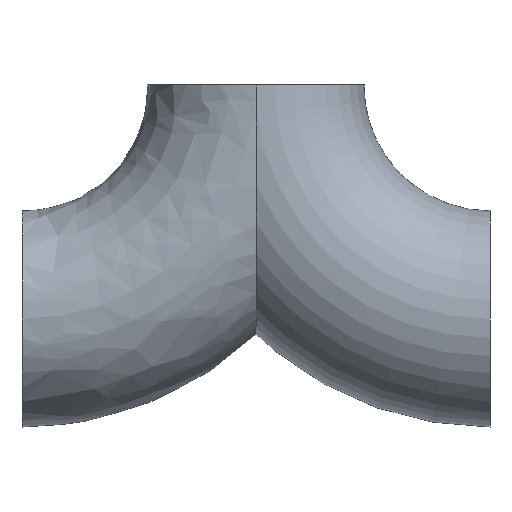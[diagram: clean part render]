
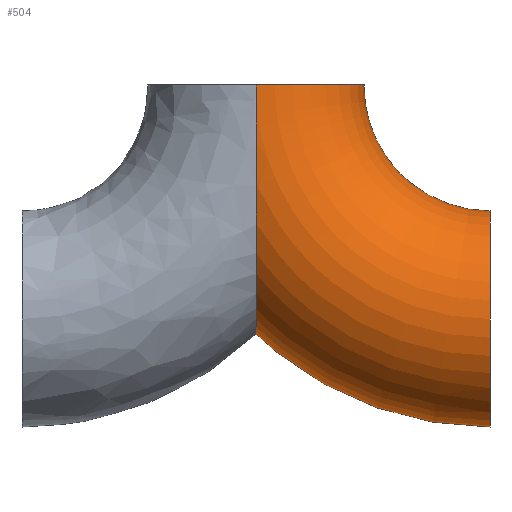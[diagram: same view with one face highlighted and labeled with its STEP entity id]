
A CAD part, front view. The second image highlights one B-rep face of the part: STEP entity #504.
In plain terms, the highlighted toroidal (fillet/blend) face has major radius 27.5 mm and minor radius 12.7 mm.
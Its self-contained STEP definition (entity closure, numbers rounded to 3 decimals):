
#379=CARTESIAN_POINT('',(0.,-12.7,0.));
#380=VERTEX_POINT('',#379);
#381=CARTESIAN_POINT('',(0.,12.7,0.));
#382=VERTEX_POINT('',#381);
#383=CARTESIAN_POINT('',(0.,-12.7,0.));
#384=CARTESIAN_POINT('',(0.,-12.7,-0.049));
#385=CARTESIAN_POINT('',(0.,-12.7,-0.107));
#386=CARTESIAN_POINT('',(0.,-12.7,-0.155));
#387=CARTESIAN_POINT('',(0.,-12.7,-4.029));
#388=CARTESIAN_POINT('',(0.,-12.705,-7.));
#389=CARTESIAN_POINT('',(0.,-12.597,-9.559));
#390=CARTESIAN_POINT('',(0.,-12.542,-10.875));
#391=CARTESIAN_POINT('',(0.,-12.459,-12.082));
#392=CARTESIAN_POINT('',(0.,-12.335,-13.247));
#393=CARTESIAN_POINT('',(0.,-12.27,-13.851));
#394=CARTESIAN_POINT('',(0.,-12.194,-14.452));
#395=CARTESIAN_POINT('',(0.,-12.102,-15.053));
#396=CARTESIAN_POINT('',(0.,-11.819,-16.91));
#397=CARTESIAN_POINT('',(0.,-11.389,-18.751));
#398=CARTESIAN_POINT('',(0.,-10.727,-20.497));
#399=CARTESIAN_POINT('',(0.,-10.186,-21.927));
#400=CARTESIAN_POINT('',(0.,-9.488,-23.296));
#401=CARTESIAN_POINT('',(0.,-8.595,-24.529));
#402=CARTESIAN_POINT('',(0.,-7.972,-25.389));
#403=CARTESIAN_POINT('',(0.,-7.255,-26.18));
#404=CARTESIAN_POINT('',(0.,-6.447,-26.861));
#405=CARTESIAN_POINT('',(0.,-5.706,-27.487));
#406=CARTESIAN_POINT('',(0.,-4.881,-28.022));
#407=CARTESIAN_POINT('',(0.,-4.006,-28.427));
#408=CARTESIAN_POINT('',(0.,-3.399,-28.707));
#409=CARTESIAN_POINT('',(0.,-2.766,-28.927));
#410=CARTESIAN_POINT('',(0.,-2.112,-29.079));
#411=CARTESIAN_POINT('',(0.,-1.532,-29.214));
#412=CARTESIAN_POINT('',(0.,-0.938,-29.294));
#413=CARTESIAN_POINT('',(0.,-0.346,-29.316));
#414=CARTESIAN_POINT('',(0.,0.265,-29.339));
#415=CARTESIAN_POINT('',(0.,0.877,-29.301));
#416=CARTESIAN_POINT('',(0.,1.485,-29.203));
#417=CARTESIAN_POINT('',(0.,2.063,-29.109));
#418=CARTESIAN_POINT('',(0.,2.629,-28.962));
#419=CARTESIAN_POINT('',(0.,3.176,-28.766));
#420=CARTESIAN_POINT('',(0.,3.725,-28.57));
#421=CARTESIAN_POINT('',(0.,4.256,-28.326));
#422=CARTESIAN_POINT('',(0.,4.766,-28.036));
#423=CARTESIAN_POINT('',(0.,5.327,-27.718));
#424=CARTESIAN_POINT('',(0.,5.87,-27.342));
#425=CARTESIAN_POINT('',(0.,6.396,-26.904));
#426=CARTESIAN_POINT('',(0.,6.914,-26.473));
#427=CARTESIAN_POINT('',(0.,7.412,-25.982));
#428=CARTESIAN_POINT('',(0.,7.886,-25.429));
#429=CARTESIAN_POINT('',(0.,8.076,-25.207));
#430=CARTESIAN_POINT('',(0.,8.262,-24.976));
#431=CARTESIAN_POINT('',(0.,8.444,-24.733));
#432=CARTESIAN_POINT('',(0.,9.156,-23.786));
#433=CARTESIAN_POINT('',(0.,9.89,-22.568));
#434=CARTESIAN_POINT('',(0.,10.543,-20.967));
#435=CARTESIAN_POINT('',(0.,10.699,-20.582));
#436=CARTESIAN_POINT('',(0.,10.851,-20.174));
#437=CARTESIAN_POINT('',(0.,10.997,-19.743));
#438=CARTESIAN_POINT('',(0.,11.09,-19.466));
#439=CARTESIAN_POINT('',(0.,11.181,-19.178));
#440=CARTESIAN_POINT('',(0.,11.268,-18.882));
#441=CARTESIAN_POINT('',(0.,11.719,-17.349));
#442=CARTESIAN_POINT('',(0.,12.022,-15.78));
#443=CARTESIAN_POINT('',(0.,12.235,-14.1));
#444=CARTESIAN_POINT('',(0.,12.53,-11.782));
#445=CARTESIAN_POINT('',(0.,12.643,-9.252));
#446=CARTESIAN_POINT('',(0.,12.68,-6.313));
#447=CARTESIAN_POINT('',(0.,12.703,-4.443));
#448=CARTESIAN_POINT('',(0.,12.7,-2.407));
#449=CARTESIAN_POINT('',(0.,12.7,-0.155));
#450=CARTESIAN_POINT('',(0.,12.7,-0.107));
#451=CARTESIAN_POINT('',(0.,12.7,-0.049));
#452=CARTESIAN_POINT('',(0.,12.7,0.));
#453=B_SPLINE_CURVE_WITH_KNOTS('',3,(#383,#384,#385,#386,#387,#388,#389,#390,#391,#392,#393,#394,#395,#396,#397,#398,#399,#400,#401,#402,#403,#404,#405,#406,#407,#408,#409,#410,#411,#412,#413,#414,#415,#416,#417,#418,#419,#420,#421,#422,#423,#424,#425,#426,#427,#428,#429,#430,#431,#432,#433,#434,#435,#436,#437,#438,#439,#440,#441,#442,#443,#444,#445,#446,#447,#448,#449,#450,#451,#452),.UNSPECIFIED.,.F.,.U.,(4,3,3,3,3,3,3,3,3,3,3,3,3,3,3,3,3,3,3,3,3,3,3,4),(-0.015,0.0,1.162,1.759,2.069,3.027,3.811,4.358,4.86,5.208,5.517,5.835,6.138,6.442,6.775,7.104,7.236,7.751,7.875,7.954,8.366,8.935,9.297,9.304),.UNSPECIFIED.);
#454=EDGE_CURVE('',#380,#382,#453,.T.);
#478=CARTESIAN_POINT('',(27.5,0.0,0.));
#479=DIRECTION('',(0.0,1.0,0.0));
#480=DIRECTION('',(0.0,0.0,1.0));
#481=AXIS2_PLACEMENT_3D('',#478,#479,#480);
#482=TOROIDAL_SURFACE('',#481,27.5,12.7);
#483=CARTESIAN_POINT('',(27.5,0.,-14.8));
#484=VERTEX_POINT('',#483);
#485=CARTESIAN_POINT('',(27.5,0.0,-27.5));
#486=DIRECTION('',(1.0,0.0,0.0));
#487=DIRECTION('',(0.0,0.0,-1.0));
#488=AXIS2_PLACEMENT_3D('',#485,#486,#487);
#489=CIRCLE('',#488,12.7);
#490=EDGE_CURVE('',#484,#484,#489,.T.);
#491=ORIENTED_EDGE('',*,*,#490,.F.);
#492=EDGE_LOOP('',(#491));
#493=FACE_OUTER_BOUND('',#492,.T.);
#494=ORIENTED_EDGE('',*,*,#454,.T.);
#495=CARTESIAN_POINT('',(0.0,0.0,0.0));
#496=DIRECTION('',(0.0,0.0,-1.0));
#497=DIRECTION('',(-1.0,0.0,0.0));
#498=AXIS2_PLACEMENT_3D('',#495,#496,#497);
#499=CIRCLE('',#498,12.7);
#500=EDGE_CURVE('',#382,#380,#499,.T.);
#501=ORIENTED_EDGE('',*,*,#500,.T.);
#502=EDGE_LOOP('',(#494,#501));
#503=FACE_BOUND('',#502,.T.);
#504=ADVANCED_FACE('',(#493,#503),#482,.T.);
